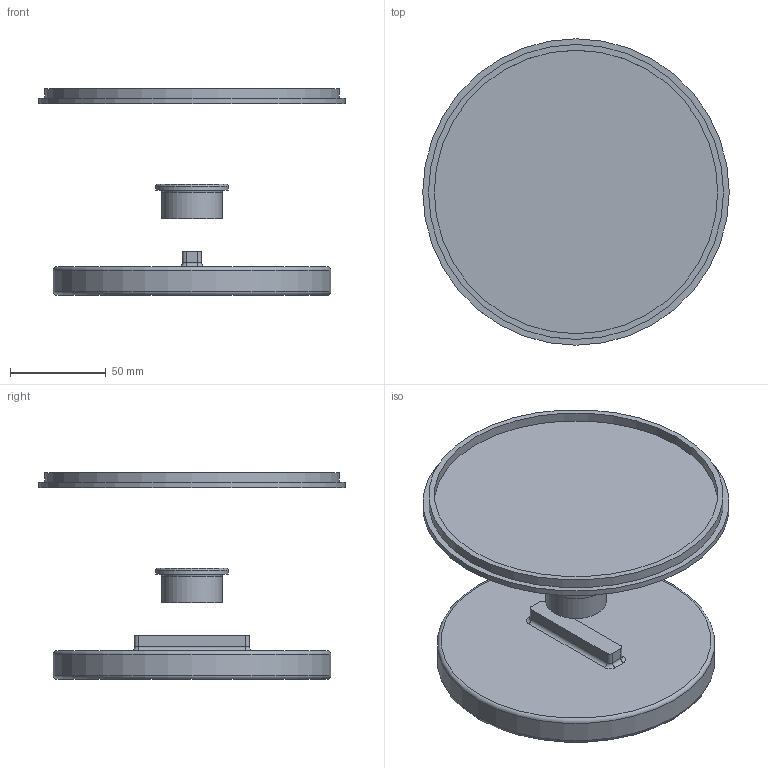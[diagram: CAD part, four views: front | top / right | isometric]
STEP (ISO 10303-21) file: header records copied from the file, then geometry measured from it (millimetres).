
FILE_DESCRIPTION(/* description */ (''),/* implementation_level */ '2;1');
FILE_NAME(/* name */ 'Caps.step',/* time_stamp */ '2026-01-01T11:49:58-05:00',/* author */ (''),/* organization */ (''),/* preprocessor_version */ 'ST-DEVELOPER v20.1',/* originating_system */ 'Autodesk Translation Framework v14.21.0.0',/* authorisation */ '');
FILE_SCHEMA (('AUTOMOTIVE_DESIGN { 1 0 10303 214 3 1 1 }'));
Length unit declared in the file: millimetre
Products named in the file (4): Caps; Front_Dust_Cap; Rear_Dust_Cover; Focuser_Cap
Assembly tree (3 placements, depth 2):
  Caps
    Front_Dust_Cap
    Rear_Dust_Cover
    Focuser_Cap
Bounding box: 160 x 160 x 108 mm (x, y, z)
Volume: 152387.9 mm3; surface area: 95118.1 mm2
Topology: 3 solids, 3 shells, 39 faces, 76 edges, 47 vertices
Faces by surface type: cylinder 15, plane 14, torus 10
Full cylindrical faces by diameter (mm): 31.5 x1, 38 x1, 139 x1, 145 x1, 148 x1, 154 x1, 160 x1
Entity records: 1128 total; most frequent: DIRECTION 217, CARTESIAN_POINT 169, ORIENTED_EDGE 152, AXIS2_PLACEMENT_3D 95, EDGE_CURVE 76, CIRCLE 49, VERTEX_POINT 47, EDGE_LOOP 43
